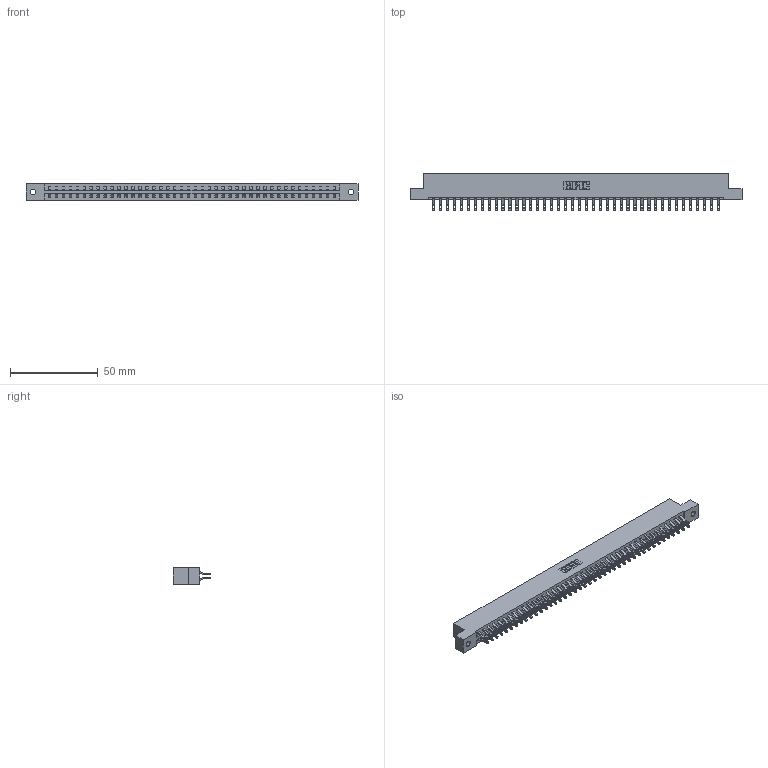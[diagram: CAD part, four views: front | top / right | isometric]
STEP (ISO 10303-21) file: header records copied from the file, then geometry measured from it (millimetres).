
FILE_DESCRIPTION (( 'STEP AP203' ), '1' );
FILE_NAME ('387-084-555-202.STEP', '2018-09-23T22:26:42', ( '' ), ( '' ), 'SwSTEP 2.0', 'SolidWorks 2016', '' );
FILE_SCHEMA (( 'CONFIG_CONTROL_DESIGN' ));
Length unit declared in the file: inch
Products named in the file (3): 337 Part_Flush Mounting Lugs - 0.128 Dia; 345-292-001_555 Tail; 387-084-555-202
Assembly tree (85 placements, depth 2):
  387-084-555-202
    337 Part_Flush Mounting Lugs - 0.128 Dia
    345-292-001_555 Tail  x84
Bounding box: 189.43 x 21.47 x 9.4 mm (x, y, z)
Volume: 20170.9 mm3; surface area: 23448.8 mm2
Topology: 85 solids, 85 shells, 5154 faces, 16187 edges, 10790 vertices
Faces by surface type: plane 3094, cylinder 2060
Entity records: 32893 total; most frequent: CARTESIAN_POINT 5576, ORIENTED_EDGE 5482, DIRECTION 4713, EDGE_CURVE 2741, VECTOR 2593, LINE 2593, VERTEX_POINT 1826, AXIS2_PLACEMENT_3D 1060
